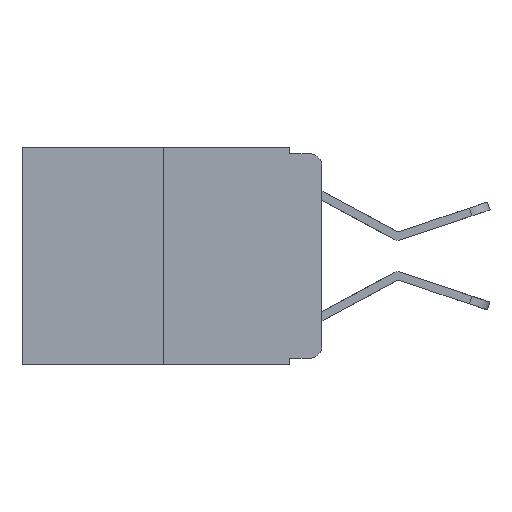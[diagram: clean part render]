
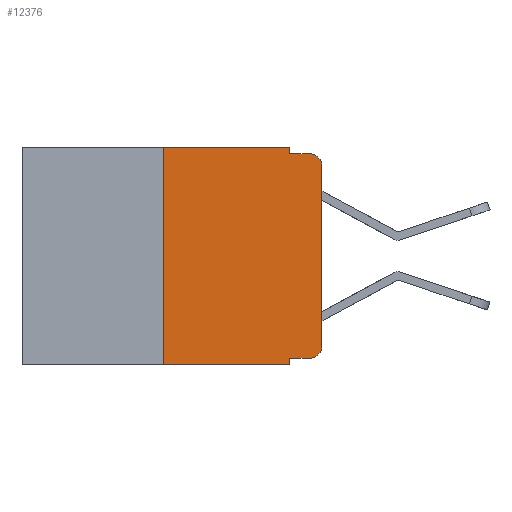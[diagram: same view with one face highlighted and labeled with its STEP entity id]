
A CAD part, left-side view. The second image highlights one B-rep face of the part: STEP entity #12376.
In plain terms, the highlighted planar face has unit normal (-1, 0, 0).
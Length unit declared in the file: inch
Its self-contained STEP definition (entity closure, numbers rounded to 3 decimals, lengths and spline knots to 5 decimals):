
#61 = CARTESIAN_POINT ( 'NONE',  ( 0., 0.051, -0.333 ) ) ;
#232 = VECTOR ( 'NONE', #7754, 39.37008 ) ;
#321 = CARTESIAN_POINT ( 'NONE',  ( 0., 0.25, 0. ) ) ;
#332 = LINE ( 'NONE', #6837, #5898 ) ;
#391 = DIRECTION ( 'NONE',  ( 0., 0., -1. ) ) ;
#1134 = AXIS2_PLACEMENT_3D ( 'NONE', #10424, #7667, #1270 ) ;
#1270 = DIRECTION ( 'NONE',  ( 0., 0., -1. ) ) ;
#1368 = CARTESIAN_POINT ( 'NONE',  ( 0., 0., -0.03 ) ) ;
#1439 = VECTOR ( 'NONE', #9950, 39.37008 ) ;
#1491 = DIRECTION ( 'NONE',  ( 0., -1., 0. ) ) ;
#1646 = CARTESIAN_POINT ( 'NONE',  ( 0., 0.051, 0. ) ) ;
#1674 = CARTESIAN_POINT ( 'NONE',  ( 0., 0.02, -0.01 ) ) ;
#1797 = EDGE_CURVE ( 'NONE', #2622, #12138, #2254, .T. ) ;
#1914 = VECTOR ( 'NONE', #4886, 39.37008 ) ;
#2254 = LINE ( 'NONE', #6762, #1914 ) ;
#2271 = VECTOR ( 'NONE', #12739, 39.37008 ) ;
#2425 = DIRECTION ( 'NONE',  ( 0., 0., -1. ) ) ;
#2434 = EDGE_CURVE ( 'NONE', #11938, #8006, #2570, .T. ) ;
#2549 = VERTEX_POINT ( 'NONE', #8843 ) ;
#2570 = LINE ( 'NONE', #5422, #12951 ) ;
#2622 = VERTEX_POINT ( 'NONE', #3372 ) ;
#3129 = ORIENTED_EDGE ( 'NONE', *, *, #10617, .F. ) ;
#3353 = VERTEX_POINT ( 'NONE', #61 ) ;
#3372 = CARTESIAN_POINT ( 'NONE',  ( 0., 0.25, -0.343 ) ) ;
#4300 = LINE ( 'NONE', #321, #1439 ) ;
#4439 = LINE ( 'NONE', #5908, #2271 ) ;
#4509 = CIRCLE ( 'NONE', #1134, 0.02 ) ;
#4625 = CARTESIAN_POINT ( 'NONE',  ( 0., 0.051, 0. ) ) ;
#4687 = ORIENTED_EDGE ( 'NONE', *, *, #2434, .F. ) ;
#4690 = DIRECTION ( 'NONE',  ( 0., 0., 1. ) ) ;
#4698 = CARTESIAN_POINT ( 'NONE',  ( 0., 0.051, -0.333 ) ) ;
#4886 = DIRECTION ( 'NONE',  ( 0., -1., 0. ) ) ;
#4906 = FACE_OUTER_BOUND ( 'NONE', #9766, .T. ) ;
#5186 = VERTEX_POINT ( 'NONE', #1368 ) ;
#5193 = ORIENTED_EDGE ( 'NONE', *, *, #11868, .F. ) ;
#5422 = CARTESIAN_POINT ( 'NONE',  ( 0., 0.473, 0. ) ) ;
#5689 = LINE ( 'NONE', #4698, #10708 ) ;
#5806 = CARTESIAN_POINT ( 'NONE',  ( 0., 0.02, -0.03 ) ) ;
#5898 = VECTOR ( 'NONE', #4690, 39.37008 ) ;
#5908 = CARTESIAN_POINT ( 'NONE',  ( 0., 0.051, -0.01 ) ) ;
#5928 = CARTESIAN_POINT ( 'NONE',  ( 0., 0.051, -0.01 ) ) ;
#6017 = VERTEX_POINT ( 'NONE', #5928 ) ;
#6398 = CIRCLE ( 'NONE', #11463, 0.02 ) ;
#6762 = CARTESIAN_POINT ( 'NONE',  ( 0., 0.473, -0.343 ) ) ;
#6837 = CARTESIAN_POINT ( 'NONE',  ( 0., 0., 0. ) ) ;
#6853 = DIRECTION ( 'NONE',  ( 0., 0., -1. ) ) ;
#7423 = VERTEX_POINT ( 'NONE', #11268 ) ;
#7462 = LINE ( 'NONE', #1646, #7776 ) ;
#7667 = DIRECTION ( 'NONE',  ( -1., 0., 0. ) ) ;
#7698 = PLANE ( 'NONE',  #8923 ) ;
#7754 = DIRECTION ( 'NONE',  ( 0., 0., -1. ) ) ;
#7776 = VECTOR ( 'NONE', #391, 39.37008 ) ;
#8006 = VERTEX_POINT ( 'NONE', #9043 ) ;
#8123 = DIRECTION ( 'NONE',  ( 0., -1., 0. ) ) ;
#8288 = ORIENTED_EDGE ( 'NONE', *, *, #1797, .T. ) ;
#8341 = CARTESIAN_POINT ( 'NONE',  ( 0., 0.051, -0.343 ) ) ;
#8702 = EDGE_CURVE ( 'NONE', #7423, #2549, #4509, .T. ) ;
#8752 = DIRECTION ( 'NONE',  ( 1., 0., 0. ) ) ;
#8843 = CARTESIAN_POINT ( 'NONE',  ( 0., 0., -0.313 ) ) ;
#8882 = LINE ( 'NONE', #4625, #232 ) ;
#8923 = AXIS2_PLACEMENT_3D ( 'NONE', #10622, #8752, #2425 ) ;
#9043 = CARTESIAN_POINT ( 'NONE',  ( 0., 0.051, 0. ) ) ;
#9369 = EDGE_CURVE ( 'NONE', #3353, #7423, #5689, .T. ) ;
#9700 = ORIENTED_EDGE ( 'NONE', *, *, #12487, .T. ) ;
#9766 = EDGE_LOOP ( 'NONE', ( #11289, #9700, #5193, #11456, #4687, #3129, #8288, #12618, #11612, #10289 ) ) ;
#9950 = DIRECTION ( 'NONE',  ( 0., 0., 1. ) ) ;
#9997 = EDGE_CURVE ( 'NONE', #3353, #12138, #7462, .T. ) ;
#10015 = CARTESIAN_POINT ( 'NONE',  ( 0., 0.25, 0. ) ) ;
#10289 = ORIENTED_EDGE ( 'NONE', *, *, #8702, .T. ) ;
#10424 = CARTESIAN_POINT ( 'NONE',  ( 0., 0.02, -0.313 ) ) ;
#10617 = EDGE_CURVE ( 'NONE', #2622, #11938, #4300, .T. ) ;
#10622 = CARTESIAN_POINT ( 'NONE',  ( 0., 0.473, 0. ) ) ;
#10708 = VECTOR ( 'NONE', #1491, 39.37008 ) ;
#11229 = EDGE_CURVE ( 'NONE', #8006, #6017, #8882, .T. ) ;
#11268 = CARTESIAN_POINT ( 'NONE',  ( 0., 0.02, -0.333 ) ) ;
#11289 = ORIENTED_EDGE ( 'NONE', *, *, #13107, .T. ) ;
#11456 = ORIENTED_EDGE ( 'NONE', *, *, #11229, .F. ) ;
#11463 = AXIS2_PLACEMENT_3D ( 'NONE', #5806, #12652, #6853 ) ;
#11612 = ORIENTED_EDGE ( 'NONE', *, *, #9369, .T. ) ;
#11868 = EDGE_CURVE ( 'NONE', #6017, #11925, #4439, .T. ) ;
#11925 = VERTEX_POINT ( 'NONE', #1674 ) ;
#11938 = VERTEX_POINT ( 'NONE', #10015 ) ;
#12138 = VERTEX_POINT ( 'NONE', #8341 ) ;
#12376 = ADVANCED_FACE ( 'NONE', ( #4906 ), #7698, .F. ) ;
#12487 = EDGE_CURVE ( 'NONE', #5186, #11925, #6398, .T. ) ;
#12618 = ORIENTED_EDGE ( 'NONE', *, *, #9997, .F. ) ;
#12652 = DIRECTION ( 'NONE',  ( -1., 0., 0. ) ) ;
#12739 = DIRECTION ( 'NONE',  ( 0., -1., 0. ) ) ;
#12951 = VECTOR ( 'NONE', #8123, 39.37008 ) ;
#13107 = EDGE_CURVE ( 'NONE', #2549, #5186, #332, .T. ) ;
